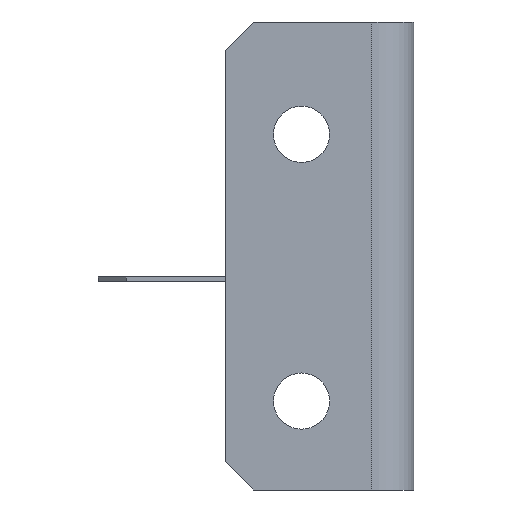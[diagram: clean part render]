
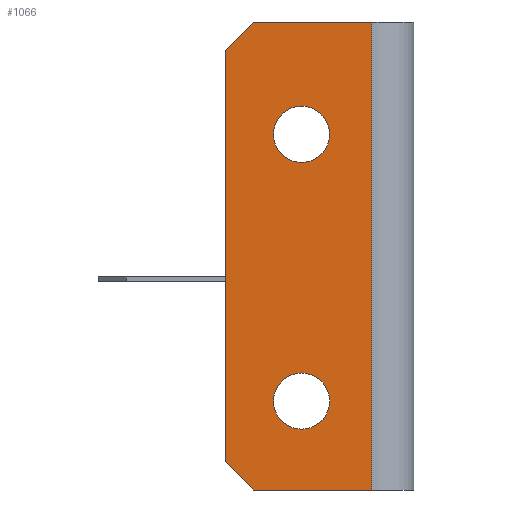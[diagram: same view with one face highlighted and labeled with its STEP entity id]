
A CAD part, left-side view. The second image highlights one B-rep face of the part: STEP entity #1066.
In plain terms, the highlighted planar face has unit normal (-1, 0, 0).
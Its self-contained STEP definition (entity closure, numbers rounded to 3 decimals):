
#13 = FACE_OUTER_BOUND ( 'NONE', #3356, .T. ) ;
#72 = VERTEX_POINT ( 'NONE', #3261 ) ;
#84 = CIRCLE ( 'NONE', #1683, 3. ) ;
#97 = CARTESIAN_POINT ( 'NONE',  ( 17.838, 14.5, -40.5 ) ) ;
#111 = LINE ( 'NONE', #3910, #1093 ) ;
#162 = LINE ( 'NONE', #3072, #4066 ) ;
#377 = EDGE_CURVE ( 'NONE', #2946, #528, #3088, .T. ) ;
#434 = VECTOR ( 'NONE', #3458, 1000. ) ;
#528 = VERTEX_POINT ( 'NONE', #2264 ) ;
#529 = VECTOR ( 'NONE', #1871, 1000. ) ;
#589 = DIRECTION ( 'NONE',  ( -1., 0., 0. ) ) ;
#614 = AXIS2_PLACEMENT_3D ( 'NONE', #1379, #3726, #3998 ) ;
#615 = CARTESIAN_POINT ( 'NONE',  ( 17.838, 8.5, -40.5 ) ) ;
#731 = LINE ( 'NONE', #3495, #434 ) ;
#734 = ORIENTED_EDGE ( 'NONE', *, *, #1094, .F. ) ;
#774 = VERTEX_POINT ( 'NONE', #2175 ) ;
#776 = VERTEX_POINT ( 'NONE', #615 ) ;
#801 = AXIS2_PLACEMENT_3D ( 'NONE', #1386, #2677, #1374 ) ;
#818 = DIRECTION ( 'NONE',  ( 0., 1., 0. ) ) ;
#835 = EDGE_CURVE ( 'NONE', #774, #3228, #111, .T. ) ;
#935 = CARTESIAN_POINT ( 'NONE',  ( 17.838, 16.662, 0. ) ) ;
#977 = CARTESIAN_POINT ( 'NONE',  ( 17.838, 19.662, -47. ) ) ;
#992 = AXIS2_PLACEMENT_3D ( 'NONE', #3405, #1452, #818 ) ;
#1004 = DIRECTION ( 'NONE',  ( 0., 0., 1. ) ) ;
#1066 = ADVANCED_FACE ( 'NONE', ( #3447, #2348, #13 ), #3040, .F. ) ;
#1085 = DIRECTION ( 'NONE',  ( 0., 0., -1. ) ) ;
#1093 = VECTOR ( 'NONE', #1582, 1000. ) ;
#1094 = EDGE_CURVE ( 'NONE', #528, #72, #162, .T. ) ;
#1374 = DIRECTION ( 'NONE',  ( 0., 1., 0. ) ) ;
#1379 = CARTESIAN_POINT ( 'NONE',  ( 17.838, -70.338, -27. ) ) ;
#1386 = CARTESIAN_POINT ( 'NONE',  ( 17.838, 11.5, -12. ) ) ;
#1431 = CARTESIAN_POINT ( 'NONE',  ( 17.838, 14.5, -12. ) ) ;
#1452 = DIRECTION ( 'NONE',  ( -1., 0., 0. ) ) ;
#1543 = CARTESIAN_POINT ( 'NONE',  ( 17.838, 8.5, -12. ) ) ;
#1582 = DIRECTION ( 'NONE',  ( 0., 0.707, 0.707 ) ) ;
#1683 = AXIS2_PLACEMENT_3D ( 'NONE', #4105, #2454, #2342 ) ;
#1690 = LINE ( 'NONE', #4145, #529 ) ;
#1788 = ORIENTED_EDGE ( 'NONE', *, *, #1833, .F. ) ;
#1810 = VERTEX_POINT ( 'NONE', #1543 ) ;
#1815 = EDGE_CURVE ( 'NONE', #1810, #3730, #2615, .T. ) ;
#1833 = EDGE_CURVE ( 'NONE', #3904, #2946, #1690, .T. ) ;
#1871 = DIRECTION ( 'NONE',  ( 0., -0.707, 0.707 ) ) ;
#1876 = EDGE_CURVE ( 'NONE', #3228, #3904, #2565, .T. ) ;
#1986 = AXIS2_PLACEMENT_3D ( 'NONE', #4174, #589, #2149 ) ;
#2149 = DIRECTION ( 'NONE',  ( 0., 1., 0. ) ) ;
#2155 = EDGE_CURVE ( 'NONE', #72, #774, #731, .T. ) ;
#2175 = CARTESIAN_POINT ( 'NONE',  ( 17.838, 16.662, -50. ) ) ;
#2264 = CARTESIAN_POINT ( 'NONE',  ( 17.838, 4., 0. ) ) ;
#2342 = DIRECTION ( 'NONE',  ( 0., 1., 0. ) ) ;
#2348 = FACE_BOUND ( 'NONE', #3013, .T. ) ;
#2370 = CARTESIAN_POINT ( 'NONE',  ( 17.838, 16.662, 0. ) ) ;
#2371 = CIRCLE ( 'NONE', #992, 3. ) ;
#2395 = VECTOR ( 'NONE', #3084, 1000. ) ;
#2400 = ORIENTED_EDGE ( 'NONE', *, *, #1876, .F. ) ;
#2404 = EDGE_LOOP ( 'NONE', ( #3632, #2943 ) ) ;
#2413 = EDGE_CURVE ( 'NONE', #3730, #1810, #2738, .T. ) ;
#2454 = DIRECTION ( 'NONE',  ( -1., 0., 0. ) ) ;
#2473 = EDGE_CURVE ( 'NONE', #3664, #776, #84, .T. ) ;
#2565 = LINE ( 'NONE', #977, #2893 ) ;
#2615 = CIRCLE ( 'NONE', #1986, 3. ) ;
#2637 = ORIENTED_EDGE ( 'NONE', *, *, #3574, .F. ) ;
#2677 = DIRECTION ( 'NONE',  ( -1., 0., 0. ) ) ;
#2738 = CIRCLE ( 'NONE', #801, 3. ) ;
#2757 = ORIENTED_EDGE ( 'NONE', *, *, #835, .F. ) ;
#2893 = VECTOR ( 'NONE', #1004, 1000. ) ;
#2943 = ORIENTED_EDGE ( 'NONE', *, *, #1815, .F. ) ;
#2946 = VERTEX_POINT ( 'NONE', #2370 ) ;
#3013 = EDGE_LOOP ( 'NONE', ( #3099, #2637 ) ) ;
#3040 = PLANE ( 'NONE',  #614 ) ;
#3072 = CARTESIAN_POINT ( 'NONE',  ( 17.838, 4., -27. ) ) ;
#3084 = DIRECTION ( 'NONE',  ( 0., -1., 0. ) ) ;
#3088 = LINE ( 'NONE', #935, #2395 ) ;
#3099 = ORIENTED_EDGE ( 'NONE', *, *, #2473, .F. ) ;
#3228 = VERTEX_POINT ( 'NONE', #3860 ) ;
#3261 = CARTESIAN_POINT ( 'NONE',  ( 17.838, 4., -50. ) ) ;
#3356 = EDGE_LOOP ( 'NONE', ( #734, #3835, #1788, #2400, #2757, #3767 ) ) ;
#3405 = CARTESIAN_POINT ( 'NONE',  ( 17.838, 11.5, -40.5 ) ) ;
#3447 = FACE_BOUND ( 'NONE', #2404, .T. ) ;
#3458 = DIRECTION ( 'NONE',  ( 0., 1., 0. ) ) ;
#3495 = CARTESIAN_POINT ( 'NONE',  ( 17.838, 16.662, -50. ) ) ;
#3562 = CARTESIAN_POINT ( 'NONE',  ( 17.838, 19.662, -3. ) ) ;
#3574 = EDGE_CURVE ( 'NONE', #776, #3664, #2371, .T. ) ;
#3632 = ORIENTED_EDGE ( 'NONE', *, *, #2413, .F. ) ;
#3664 = VERTEX_POINT ( 'NONE', #97 ) ;
#3726 = DIRECTION ( 'NONE',  ( 1., 0., 0. ) ) ;
#3730 = VERTEX_POINT ( 'NONE', #1431 ) ;
#3767 = ORIENTED_EDGE ( 'NONE', *, *, #2155, .F. ) ;
#3835 = ORIENTED_EDGE ( 'NONE', *, *, #377, .F. ) ;
#3860 = CARTESIAN_POINT ( 'NONE',  ( 17.838, 19.662, -47. ) ) ;
#3904 = VERTEX_POINT ( 'NONE', #3562 ) ;
#3910 = CARTESIAN_POINT ( 'NONE',  ( 17.838, 19.662, -47. ) ) ;
#3998 = DIRECTION ( 'NONE',  ( 0., 0., 1. ) ) ;
#4066 = VECTOR ( 'NONE', #1085, 1000. ) ;
#4105 = CARTESIAN_POINT ( 'NONE',  ( 17.838, 11.5, -40.5 ) ) ;
#4145 = CARTESIAN_POINT ( 'NONE',  ( 17.838, 19.662, -3. ) ) ;
#4174 = CARTESIAN_POINT ( 'NONE',  ( 17.838, 11.5, -12. ) ) ;
